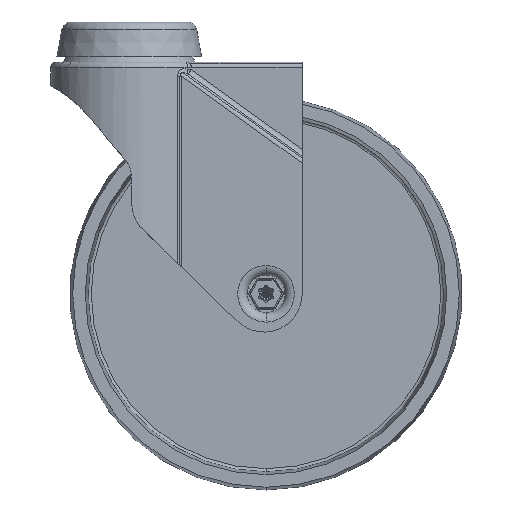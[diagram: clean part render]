
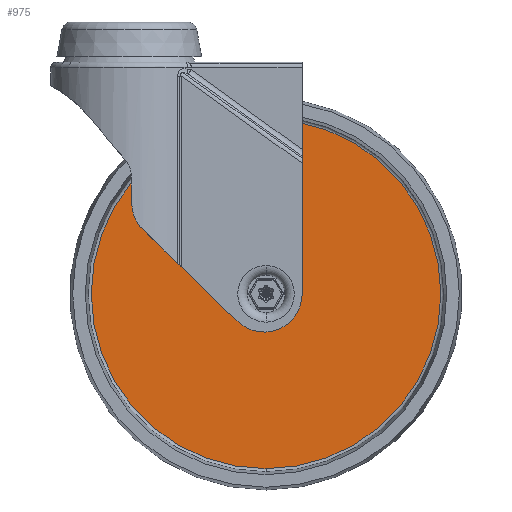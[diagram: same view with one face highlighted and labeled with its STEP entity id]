
A CAD part, front view. The second image highlights one B-rep face of the part: STEP entity #975.
In plain terms, the highlighted planar face has unit normal (0, -1, 0).
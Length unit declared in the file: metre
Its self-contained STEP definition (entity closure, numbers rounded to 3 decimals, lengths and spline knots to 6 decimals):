
#975=ADVANCED_FACE('',(#1590,#1591),#1592,.T.);
#1590=FACE_BOUND('',#6422,.T.);
#1591=FACE_OUTER_BOUND('',#6423,.T.);
#1592=PLANE('',#6424);
#6422=EDGE_LOOP('',(#15391,#15392,#15393));
#6423=EDGE_LOOP('',(#15394,#15395,#15396));
#6424=AXIS2_PLACEMENT_3D('',#15397,#15398,#15399);
#15391=ORIENTED_EDGE('',*,*,#17340,.F.);
#15392=ORIENTED_EDGE('',*,*,#17339,.F.);
#15393=ORIENTED_EDGE('',*,*,#17386,.F.);
#15394=ORIENTED_EDGE('',*,*,#17348,.F.);
#15395=ORIENTED_EDGE('',*,*,#17347,.F.);
#15396=ORIENTED_EDGE('',*,*,#17385,.F.);
#15397=CARTESIAN_POINT('',(-0.032125,-0.003,0.0));
#15398=DIRECTION('',(0.,-1.0,0.0));
#15399=DIRECTION('',(1.0,0.,0.0));
#17339=EDGE_CURVE('',#18521,#18523,#18524,.T.);
#17340=EDGE_CURVE('',#18523,#18518,#18525,.T.);
#17347=EDGE_CURVE('',#18536,#18538,#18539,.T.);
#17348=EDGE_CURVE('',#18538,#18540,#18541,.T.);
#17385=EDGE_CURVE('',#18540,#18536,#18601,.T.);
#17386=EDGE_CURVE('',#18518,#18521,#18602,.T.);
#18518=VERTEX_POINT('',#21954);
#18521=VERTEX_POINT('',#21957);
#18523=VERTEX_POINT('',#21959);
#18524=CIRCLE('',#21960,0.00975);
#18525=CIRCLE('',#21961,0.00975);
#18536=VERTEX_POINT('',#21974);
#18538=VERTEX_POINT('',#21976);
#18539=CIRCLE('',#21977,0.055605);
#18540=VERTEX_POINT('',#21978);
#18541=CIRCLE('',#21979,0.055605);
#18601=CIRCLE('',#22043,0.055605);
#18602=CIRCLE('',#22044,0.00975);
#21954=CARTESIAN_POINT('',(0.,-0.003,-0.00975));
#21957=CARTESIAN_POINT('',(0.,-0.003,0.00975));
#21959=CARTESIAN_POINT('',(-0.00975,-0.003,0.));
#21960=AXIS2_PLACEMENT_3D('',#32778,#32779,#32780);
#21961=AXIS2_PLACEMENT_3D('',#32781,#32782,#32783);
#21974=CARTESIAN_POINT('',(0.,-0.003,-0.055605));
#21976=CARTESIAN_POINT('',(-0.055605,-0.003,0.));
#21977=AXIS2_PLACEMENT_3D('',#32798,#32799,#32800);
#21978=CARTESIAN_POINT('',(0.,-0.003,0.055605));
#21979=AXIS2_PLACEMENT_3D('',#32801,#32802,#32803);
#22043=AXIS2_PLACEMENT_3D('',#32904,#32905,#32906);
#22044=AXIS2_PLACEMENT_3D('',#32907,#32908,#32909);
#32778=CARTESIAN_POINT('',(0.,-0.003,0.0));
#32779=DIRECTION('',(0.,-1.0,0.0));
#32780=DIRECTION('',(1.0,0.,0.));
#32781=CARTESIAN_POINT('',(0.,-0.003,0.0));
#32782=DIRECTION('',(0.,-1.0,0.0));
#32783=DIRECTION('',(1.0,0.,0.));
#32798=CARTESIAN_POINT('',(0.,-0.003,0.0));
#32799=DIRECTION('',(0.,1.0,0.));
#32800=DIRECTION('',(1.0,0.,0.));
#32801=CARTESIAN_POINT('',(0.,-0.003,0.0));
#32802=DIRECTION('',(0.,1.0,0.));
#32803=DIRECTION('',(1.0,0.,0.));
#32904=CARTESIAN_POINT('',(0.,-0.003,0.0));
#32905=DIRECTION('',(0.,1.0,0.));
#32906=DIRECTION('',(1.0,0.,0.));
#32907=CARTESIAN_POINT('',(0.,-0.003,0.0));
#32908=DIRECTION('',(0.,-1.0,0.0));
#32909=DIRECTION('',(1.0,0.,0.));
